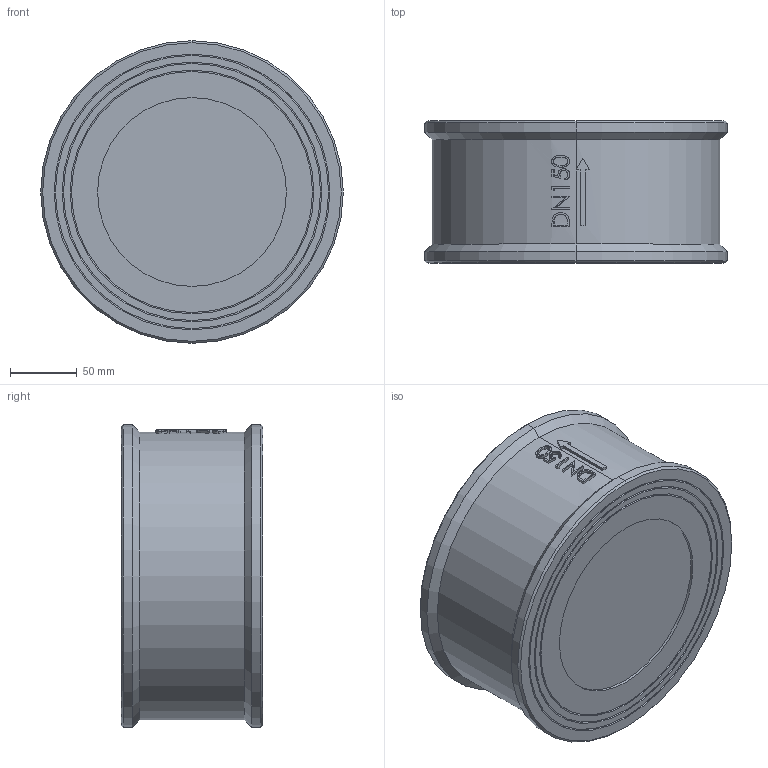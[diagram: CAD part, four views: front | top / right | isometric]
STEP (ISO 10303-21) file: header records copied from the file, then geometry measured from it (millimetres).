
FILE_DESCRIPTION (( 'STEP AP214' ), '1' );
FILE_NAME ('932-150.STEP', '2012-07-03T13:16:48', ( 'rals' ), ( 'Hewlett-Packard Company' ), 'SwSTEP 2.0', 'SolidWorks 2011', '' );
FILE_SCHEMA (( 'AUTOMOTIVE_DESIGN' ));
Length unit declared in the file: millimetre
Products named in the file (1): 932-150
Bounding box: 226 x 106 x 226 mm (x, y, z)
Volume: 3793722.3 mm3; surface area: 160575.5 mm2
Topology: 1 solids, 1 shells, 104 faces, 250 edges, 162 vertices
Faces by surface type: plane 37, bspline 31, cylinder 18, torus 10, cone 8
Entity records: 9693 total; most frequent: CARTESIAN_POINT 7451, ORIENTED_EDGE 500, DIRECTION 375, EDGE_CURVE 250, VERTEX_POINT 162, AXIS2_PLACEMENT_3D 152, EDGE_LOOP 118, FACE_OUTER_BOUND 104
